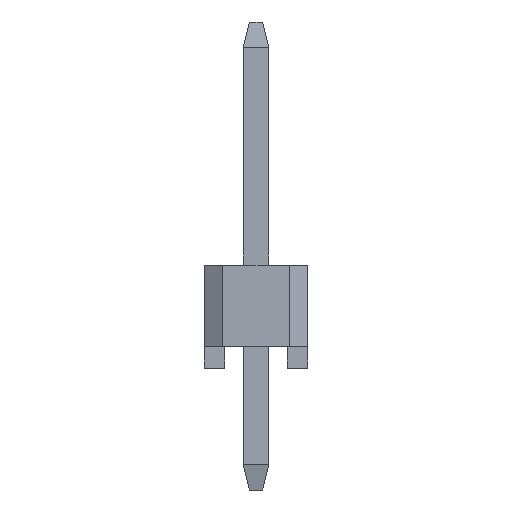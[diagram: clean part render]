
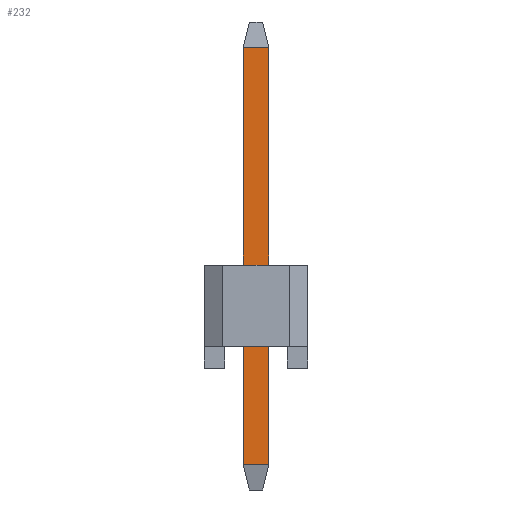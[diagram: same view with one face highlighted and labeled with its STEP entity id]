
A CAD part, left-side view. The second image highlights one B-rep face of the part: STEP entity #232.
In plain terms, the highlighted planar face has unit normal (-1, 0, 0).
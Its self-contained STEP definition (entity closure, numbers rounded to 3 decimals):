
#232=ADVANCED_FACE('',(#639),#640,.F.);
#639=FACE_OUTER_BOUND('',#1244,.T.);
#640=PLANE('',#1245);
#1244=EDGE_LOOP('',(#2029,#2030,#2031,#2032));
#1245=AXIS2_PLACEMENT_3D('',#2033,#2034,#2035);
#2029=ORIENTED_EDGE('',*,*,#3987,.T.);
#2030=ORIENTED_EDGE('',*,*,#3988,.T.);
#2031=ORIENTED_EDGE('',*,*,#3989,.F.);
#2032=ORIENTED_EDGE('',*,*,#3990,.T.);
#2033=CARTESIAN_POINT('',(-15.56,0.32,7.27));
#2034=DIRECTION('',(1.0,0.0,0.0));
#2035=DIRECTION('',(0.0,1.0,0.0));
#3987=EDGE_CURVE('',#5035,#5036,#5037,.T.);
#3988=EDGE_CURVE('',#5036,#5038,#5039,.T.);
#3989=EDGE_CURVE('',#5040,#5038,#5041,.T.);
#3990=EDGE_CURVE('',#5040,#5035,#5042,.T.);
#5035=VERTEX_POINT('',#7823);
#5036=VERTEX_POINT('',#7824);
#5037=LINE('',#7825,#7826);
#5038=VERTEX_POINT('',#7827);
#5039=LINE('',#7828,#7829);
#5040=VERTEX_POINT('',#7830);
#5041=LINE('',#7831,#7832);
#5042=LINE('',#7833,#7834);
#7823=CARTESIAN_POINT('',(-15.56,0.32,6.63));
#7824=CARTESIAN_POINT('',(-15.56,0.32,-3.63));
#7825=CARTESIAN_POINT('',(-15.56,0.32,7.27));
#7826=VECTOR('',#9600,1000.0);
#7827=CARTESIAN_POINT('',(-15.56,-0.32,-3.63));
#7828=CARTESIAN_POINT('',(-15.56,0.32,-3.63));
#7829=VECTOR('',#9601,1000.0);
#7830=CARTESIAN_POINT('',(-15.56,-0.32,6.63));
#7831=CARTESIAN_POINT('',(-15.56,-0.32,7.27));
#7832=VECTOR('',#9602,1000.0);
#7833=CARTESIAN_POINT('',(-15.56,0.32,6.63));
#7834=VECTOR('',#9603,1000.0);
#9600=DIRECTION('',(0.0,0.0,-1.0));
#9601=DIRECTION('',(0.0,-1.0,0.0));
#9602=DIRECTION('',(0.0,0.0,-1.0));
#9603=DIRECTION('',(0.0,1.0,0.0));
